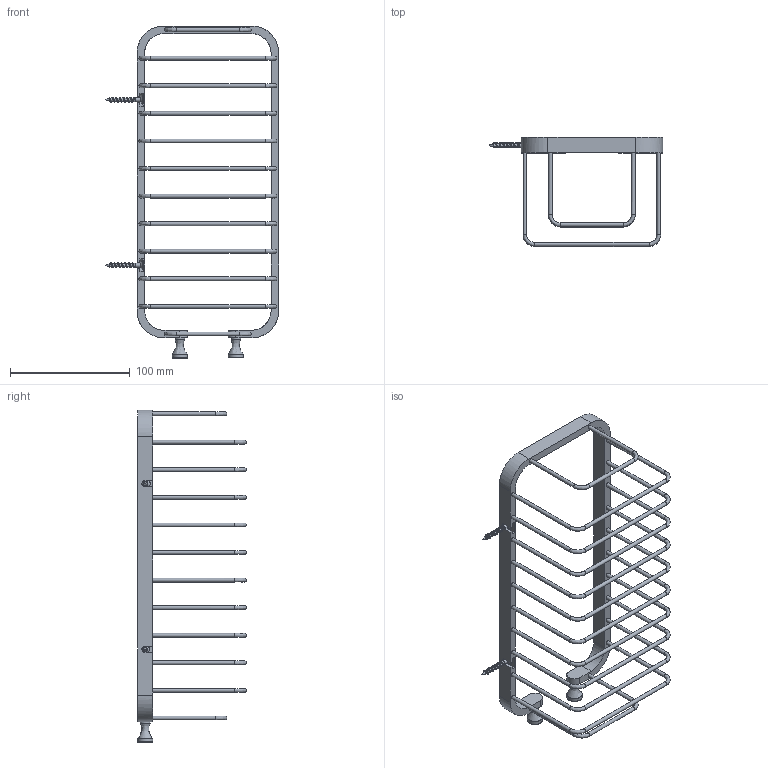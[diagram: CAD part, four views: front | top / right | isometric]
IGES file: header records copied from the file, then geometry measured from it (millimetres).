
Global section: file name: N152; native system: Autodesk Inventor 2018; preprocessor: unknown; author: adaniels; date: 20171018.101934; units: millimetre
Bounding box: 144.45 x 90.69 x 276.8 mm (x, y, z)
Volume: 78852.2 mm3; surface area: 61703.7 mm2
Topology: 17 solids, 17 shells, 266 faces, 716 edges, 492 vertices
Faces by surface type: bspline 266
